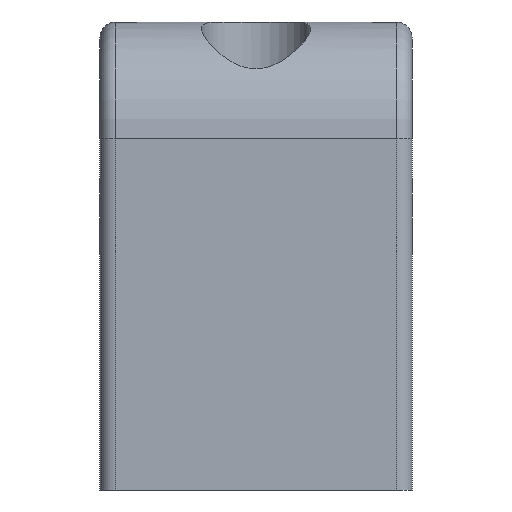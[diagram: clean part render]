
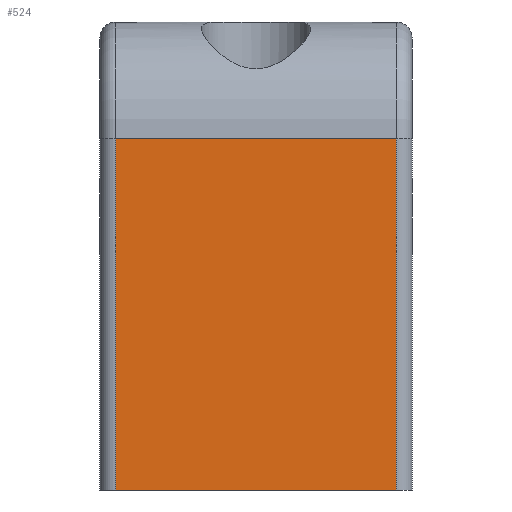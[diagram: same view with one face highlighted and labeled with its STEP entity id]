
A CAD part, front view. The second image highlights one B-rep face of the part: STEP entity #524.
In plain terms, the highlighted planar face has unit normal (0, -1, 0).
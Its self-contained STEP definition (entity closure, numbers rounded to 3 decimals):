
#32=LINE('',#892,#72);
#45=LINE('',#935,#85);
#52=LINE('',#962,#92);
#54=LINE('',#967,#94);
#72=VECTOR('',#652,10.);
#85=VECTOR('',#693,10.);
#92=VECTOR('',#726,10.);
#94=VECTOR('',#732,10.);
#140=FACE_OUTER_BOUND('',#173,.T.);
#173=EDGE_LOOP('',(#435,#436,#437,#438));
#232=VERTEX_POINT('',#889);
#233=VERTEX_POINT('',#891);
#247=VERTEX_POINT('',#929);
#256=VERTEX_POINT('',#961);
#286=EDGE_CURVE('',#232,#233,#32,.T.);
#307=EDGE_CURVE('',#233,#247,#45,.T.);
#321=EDGE_CURVE('',#256,#247,#52,.T.);
#324=EDGE_CURVE('',#256,#232,#54,.T.);
#435=ORIENTED_EDGE('',*,*,#307,.F.);
#436=ORIENTED_EDGE('',*,*,#286,.F.);
#437=ORIENTED_EDGE('',*,*,#324,.F.);
#438=ORIENTED_EDGE('',*,*,#321,.T.);
#500=PLANE('',#592);
#524=ADVANCED_FACE('',(#140),#500,.T.);
#592=AXIS2_PLACEMENT_3D('',#966,#730,#731);
#652=DIRECTION('',(1.,0.,0.));
#693=DIRECTION('',(0.,0.,-1.));
#726=DIRECTION('',(1.,0.,0.));
#730=DIRECTION('center_axis',(0.,-1.,0.));
#731=DIRECTION('ref_axis',(1.,0.,0.));
#732=DIRECTION('',(0.,0.,1.));
#889=CARTESIAN_POINT('',(-59.,195.,352.338));
#891=CARTESIAN_POINT('',(-41.,195.,352.338));
#892=CARTESIAN_POINT('',(-55.,195.,352.338));
#929=CARTESIAN_POINT('',(-41.,195.,329.838));
#935=CARTESIAN_POINT('',(-41.,195.,339.838));
#961=CARTESIAN_POINT('',(-59.,195.,329.838));
#962=CARTESIAN_POINT('',(-60.,195.,329.838));
#966=CARTESIAN_POINT('Origin',(-60.,195.,349.838));
#967=CARTESIAN_POINT('',(-59.,195.,339.838));
